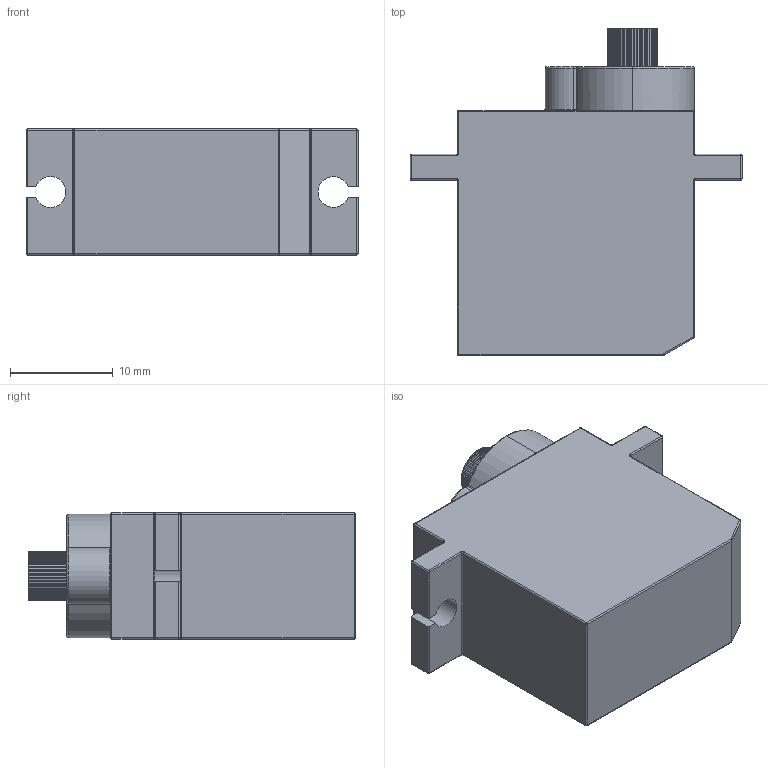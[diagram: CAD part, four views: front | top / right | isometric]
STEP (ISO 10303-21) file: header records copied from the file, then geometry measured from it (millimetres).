
FILE_DESCRIPTION (( 'STEP AP203' ), '1' );
FILE_NAME ('Servo, Metal Gear, MG90S.STEP', '2020-08-18T01:42:39', ( '' ), ( '' ), 'SwSTEP 2.0', 'SolidWorks 2016', '' );
FILE_SCHEMA (( 'CONFIG_CONTROL_DESIGN' ));
Length unit declared in the file: millimetre
Products named in the file (1): Servo, Metal Gear, MG90S
Bounding box: 32.25 x 31.8 x 12.25 mm (x, y, z)
Volume: 7501 mm3; surface area: 2771.3 mm2
Topology: 1 solids, 1 shells, 289 faces, 786 edges, 481 vertices
Faces by surface type: cylinder 219, plane 27, torus 20, sphere 18, bspline 5
Entity records: 10901 total; most frequent: CARTESIAN_POINT 3492, DIRECTION 1693, ORIENTED_EDGE 1532, EDGE_CURVE 766, AXIS2_PLACEMENT_3D 705, VERTEX_POINT 481, CIRCLE 420, EDGE_LOOP 291
